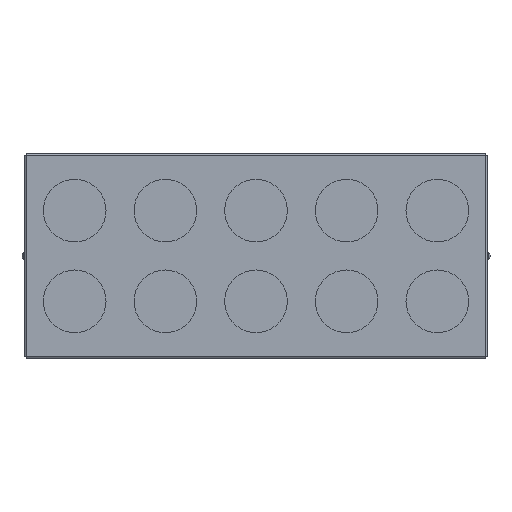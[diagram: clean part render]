
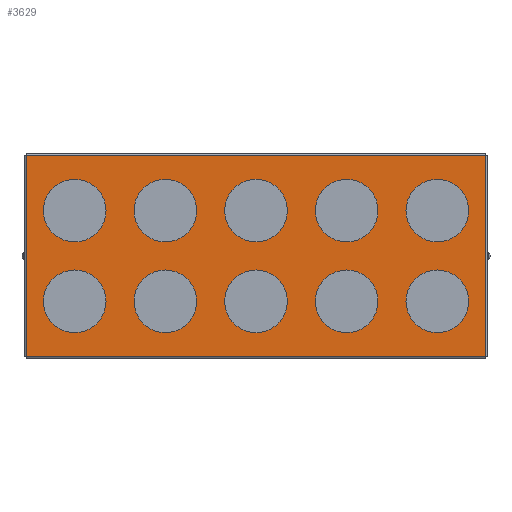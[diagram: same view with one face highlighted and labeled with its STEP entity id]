
A CAD part, top view. The second image highlights one B-rep face of the part: STEP entity #3629.
In plain terms, the highlighted planar face has unit normal (0, 0, 1).
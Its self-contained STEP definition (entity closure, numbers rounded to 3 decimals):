
#1837=CARTESIAN_POINT('Vertex',(258.4,113.4,0.8)) ;
#1840=CARTESIAN_POINT('Line Origine',(258.4,0.,0.8)) ;
#1844=CARTESIAN_POINT('Vertex',(258.4,-113.4,0.8)) ;
#1876=CARTESIAN_POINT('Vertex',(-258.4,113.4,0.8)) ;
#1879=CARTESIAN_POINT('Line Origine',(0.,113.4,0.8)) ;
#2414=CARTESIAN_POINT('Vertex',(-258.4,-113.4,0.8)) ;
#2511=CARTESIAN_POINT('Line Origine',(-258.4,0.,0.8)) ;
#2795=CARTESIAN_POINT('Line Origine',(0.,-113.4,0.8)) ;
#3238=CARTESIAN_POINT('Vertex',(239.25,51.,0.8)) ;
#3243=CARTESIAN_POINT('Axis2P3D Location',(204.,51.,0.8)) ;
#3247=CARTESIAN_POINT('Vertex',(168.75,51.,0.8)) ;
#3270=CARTESIAN_POINT('Axis2P3D Location',(204.,51.,0.8)) ;
#3308=CARTESIAN_POINT('Vertex',(-168.75,-51.,0.8)) ;
#3313=CARTESIAN_POINT('Axis2P3D Location',(-204.,-51.,0.8)) ;
#3317=CARTESIAN_POINT('Vertex',(-239.25,-51.,0.8)) ;
#3340=CARTESIAN_POINT('Axis2P3D Location',(-204.,-51.,0.8)) ;
#3373=CARTESIAN_POINT('Vertex',(239.25,-51.,0.8)) ;
#3378=CARTESIAN_POINT('Axis2P3D Location',(204.,-51.,0.8)) ;
#3382=CARTESIAN_POINT('Vertex',(168.75,-51.,0.8)) ;
#3405=CARTESIAN_POINT('Axis2P3D Location',(204.,-51.,0.8)) ;
#3438=CARTESIAN_POINT('Vertex',(-168.75,51.,0.8)) ;
#3443=CARTESIAN_POINT('Axis2P3D Location',(-204.,51.,0.8)) ;
#3447=CARTESIAN_POINT('Vertex',(-239.25,51.,0.8)) ;
#3470=CARTESIAN_POINT('Axis2P3D Location',(-204.,51.,0.8)) ;
#3494=CARTESIAN_POINT('Axis2P3D Location',(0.,0.,0.8)) ;
#3521=CARTESIAN_POINT('Axis2P3D Location',(0.,51.,0.8)) ;
#3525=CARTESIAN_POINT('Vertex',(35.25,51.,0.8)) ;
#3527=CARTESIAN_POINT('Vertex',(-35.25,51.,0.8)) ;
#3530=CARTESIAN_POINT('Axis2P3D Location',(0.,51.,0.8)) ;
#3539=CARTESIAN_POINT('Axis2P3D Location',(0.,-51.,0.8)) ;
#3543=CARTESIAN_POINT('Vertex',(35.25,-51.,0.8)) ;
#3545=CARTESIAN_POINT('Vertex',(-35.25,-51.,0.8)) ;
#3548=CARTESIAN_POINT('Axis2P3D Location',(0.,-51.,0.8)) ;
#3557=CARTESIAN_POINT('Axis2P3D Location',(102.,51.,0.8)) ;
#3561=CARTESIAN_POINT('Vertex',(137.25,51.,0.8)) ;
#3563=CARTESIAN_POINT('Vertex',(66.75,51.,0.8)) ;
#3566=CARTESIAN_POINT('Axis2P3D Location',(102.,51.,0.8)) ;
#3575=CARTESIAN_POINT('Axis2P3D Location',(102.,-51.,0.8)) ;
#3579=CARTESIAN_POINT('Vertex',(137.25,-51.,0.8)) ;
#3581=CARTESIAN_POINT('Vertex',(66.75,-51.,0.8)) ;
#3584=CARTESIAN_POINT('Axis2P3D Location',(102.,-51.,0.8)) ;
#3593=CARTESIAN_POINT('Axis2P3D Location',(-102.,51.,0.8)) ;
#3597=CARTESIAN_POINT('Vertex',(-66.75,51.,0.8)) ;
#3599=CARTESIAN_POINT('Vertex',(-137.25,51.,0.8)) ;
#3602=CARTESIAN_POINT('Axis2P3D Location',(-102.,51.,0.8)) ;
#3611=CARTESIAN_POINT('Axis2P3D Location',(-102.,-51.,0.8)) ;
#3615=CARTESIAN_POINT('Vertex',(-66.75,-51.,0.8)) ;
#3617=CARTESIAN_POINT('Vertex',(-137.25,-51.,0.8)) ;
#3620=CARTESIAN_POINT('Axis2P3D Location',(-102.,-51.,0.8)) ;
#1842=VECTOR('Line Direction',#1841,1.) ;
#1881=VECTOR('Line Direction',#1880,1.) ;
#2513=VECTOR('Line Direction',#2512,1.) ;
#2797=VECTOR('Line Direction',#2796,1.) ;
#1841=DIRECTION('Vector Direction',(0.,-1.,0.)) ;
#1880=DIRECTION('Vector Direction',(1.,0.,0.)) ;
#2512=DIRECTION('Vector Direction',(0.,1.,0.)) ;
#2796=DIRECTION('Vector Direction',(-1.,0.,0.)) ;
#3244=DIRECTION('Axis2P3D Direction',(0.,0.,1.)) ;
#3271=DIRECTION('Axis2P3D Direction',(0.,0.,1.)) ;
#3314=DIRECTION('Axis2P3D Direction',(0.,0.,1.)) ;
#3341=DIRECTION('Axis2P3D Direction',(0.,0.,1.)) ;
#3379=DIRECTION('Axis2P3D Direction',(0.,0.,1.)) ;
#3406=DIRECTION('Axis2P3D Direction',(0.,0.,1.)) ;
#3444=DIRECTION('Axis2P3D Direction',(0.,0.,1.)) ;
#3471=DIRECTION('Axis2P3D Direction',(0.,0.,1.)) ;
#3495=DIRECTION('Axis2P3D Direction',(0.,0.,1.)) ;
#3496=DIRECTION('Axis2P3D XDirection',(1.,0.,0.)) ;
#3522=DIRECTION('Axis2P3D Direction',(0.,0.,1.)) ;
#3531=DIRECTION('Axis2P3D Direction',(0.,0.,1.)) ;
#3540=DIRECTION('Axis2P3D Direction',(0.,0.,1.)) ;
#3549=DIRECTION('Axis2P3D Direction',(0.,0.,1.)) ;
#3558=DIRECTION('Axis2P3D Direction',(0.,0.,1.)) ;
#3567=DIRECTION('Axis2P3D Direction',(0.,0.,1.)) ;
#3576=DIRECTION('Axis2P3D Direction',(0.,0.,1.)) ;
#3585=DIRECTION('Axis2P3D Direction',(0.,0.,1.)) ;
#3594=DIRECTION('Axis2P3D Direction',(0.,0.,1.)) ;
#3603=DIRECTION('Axis2P3D Direction',(0.,0.,1.)) ;
#3612=DIRECTION('Axis2P3D Direction',(0.,0.,1.)) ;
#3621=DIRECTION('Axis2P3D Direction',(0.,0.,1.)) ;
#3245=AXIS2_PLACEMENT_3D('Circle Axis2P3D',#3243,#3244,$) ;
#3272=AXIS2_PLACEMENT_3D('Circle Axis2P3D',#3270,#3271,$) ;
#3315=AXIS2_PLACEMENT_3D('Circle Axis2P3D',#3313,#3314,$) ;
#3342=AXIS2_PLACEMENT_3D('Circle Axis2P3D',#3340,#3341,$) ;
#3380=AXIS2_PLACEMENT_3D('Circle Axis2P3D',#3378,#3379,$) ;
#3407=AXIS2_PLACEMENT_3D('Circle Axis2P3D',#3405,#3406,$) ;
#3445=AXIS2_PLACEMENT_3D('Circle Axis2P3D',#3443,#3444,$) ;
#3472=AXIS2_PLACEMENT_3D('Circle Axis2P3D',#3470,#3471,$) ;
#3497=AXIS2_PLACEMENT_3D('Plane Axis2P3D',#3494,#3495,#3496) ;
#3523=AXIS2_PLACEMENT_3D('Circle Axis2P3D',#3521,#3522,$) ;
#3532=AXIS2_PLACEMENT_3D('Circle Axis2P3D',#3530,#3531,$) ;
#3541=AXIS2_PLACEMENT_3D('Circle Axis2P3D',#3539,#3540,$) ;
#3550=AXIS2_PLACEMENT_3D('Circle Axis2P3D',#3548,#3549,$) ;
#3559=AXIS2_PLACEMENT_3D('Circle Axis2P3D',#3557,#3558,$) ;
#3568=AXIS2_PLACEMENT_3D('Circle Axis2P3D',#3566,#3567,$) ;
#3577=AXIS2_PLACEMENT_3D('Circle Axis2P3D',#3575,#3576,$) ;
#3586=AXIS2_PLACEMENT_3D('Circle Axis2P3D',#3584,#3585,$) ;
#3595=AXIS2_PLACEMENT_3D('Circle Axis2P3D',#3593,#3594,$) ;
#3604=AXIS2_PLACEMENT_3D('Circle Axis2P3D',#3602,#3603,$) ;
#3613=AXIS2_PLACEMENT_3D('Circle Axis2P3D',#3611,#3612,$) ;
#3622=AXIS2_PLACEMENT_3D('Circle Axis2P3D',#3620,#3621,$) ;
#1843=LINE('Line',#1840,#1842) ;
#1882=LINE('Line',#1879,#1881) ;
#2514=LINE('Line',#2511,#2513) ;
#2798=LINE('Line',#2795,#2797) ;
#3246=CIRCLE('generated circle',#3245,35.25) ;
#3273=CIRCLE('generated circle',#3272,35.25) ;
#3316=CIRCLE('generated circle',#3315,35.25) ;
#3343=CIRCLE('generated circle',#3342,35.25) ;
#3381=CIRCLE('generated circle',#3380,35.25) ;
#3408=CIRCLE('generated circle',#3407,35.25) ;
#3446=CIRCLE('generated circle',#3445,35.25) ;
#3473=CIRCLE('generated circle',#3472,35.25) ;
#3524=CIRCLE('generated circle',#3523,35.25) ;
#3533=CIRCLE('generated circle',#3532,35.25) ;
#3542=CIRCLE('generated circle',#3541,35.25) ;
#3551=CIRCLE('generated circle',#3550,35.25) ;
#3560=CIRCLE('generated circle',#3559,35.25) ;
#3569=CIRCLE('generated circle',#3568,35.25) ;
#3578=CIRCLE('generated circle',#3577,35.25) ;
#3587=CIRCLE('generated circle',#3586,35.25) ;
#3596=CIRCLE('generated circle',#3595,35.25) ;
#3605=CIRCLE('generated circle',#3604,35.25) ;
#3614=CIRCLE('generated circle',#3613,35.25) ;
#3623=CIRCLE('generated circle',#3622,35.25) ;
#3498=PLANE('',#3497) ;
#3508=FACE_BOUND('',#3505,.T.) ;
#3512=FACE_BOUND('',#3509,.T.) ;
#3516=FACE_BOUND('',#3513,.T.) ;
#3520=FACE_BOUND('',#3517,.T.) ;
#3538=FACE_BOUND('',#3535,.T.) ;
#3556=FACE_BOUND('',#3553,.T.) ;
#3574=FACE_BOUND('',#3571,.T.) ;
#3592=FACE_BOUND('',#3589,.T.) ;
#3610=FACE_BOUND('',#3607,.T.) ;
#3628=FACE_BOUND('',#3625,.T.) ;
#1846=EDGE_CURVE('',#1838,#1845,#1843,.T.) ;
#1883=EDGE_CURVE('',#1838,#1877,#1882,.F.) ;
#2515=EDGE_CURVE('',#1877,#2415,#2514,.F.) ;
#2799=EDGE_CURVE('',#1845,#2415,#2798,.T.) ;
#3249=EDGE_CURVE('',#3239,#3248,#3246,.T.) ;
#3274=EDGE_CURVE('',#3248,#3239,#3273,.T.) ;
#3319=EDGE_CURVE('',#3309,#3318,#3316,.T.) ;
#3344=EDGE_CURVE('',#3318,#3309,#3343,.T.) ;
#3384=EDGE_CURVE('',#3374,#3383,#3381,.T.) ;
#3409=EDGE_CURVE('',#3383,#3374,#3408,.T.) ;
#3449=EDGE_CURVE('',#3439,#3448,#3446,.T.) ;
#3474=EDGE_CURVE('',#3448,#3439,#3473,.T.) ;
#3529=EDGE_CURVE('',#3526,#3528,#3524,.T.) ;
#3534=EDGE_CURVE('',#3528,#3526,#3533,.T.) ;
#3547=EDGE_CURVE('',#3544,#3546,#3542,.T.) ;
#3552=EDGE_CURVE('',#3546,#3544,#3551,.T.) ;
#3565=EDGE_CURVE('',#3562,#3564,#3560,.T.) ;
#3570=EDGE_CURVE('',#3564,#3562,#3569,.T.) ;
#3583=EDGE_CURVE('',#3580,#3582,#3578,.T.) ;
#3588=EDGE_CURVE('',#3582,#3580,#3587,.T.) ;
#3601=EDGE_CURVE('',#3598,#3600,#3596,.T.) ;
#3606=EDGE_CURVE('',#3600,#3598,#3605,.T.) ;
#3619=EDGE_CURVE('',#3616,#3618,#3614,.T.) ;
#3624=EDGE_CURVE('',#3618,#3616,#3623,.T.) ;
#3500=ORIENTED_EDGE('',*,*,#2799,.F.) ;
#3501=ORIENTED_EDGE('',*,*,#1846,.F.) ;
#3502=ORIENTED_EDGE('',*,*,#1883,.T.) ;
#3503=ORIENTED_EDGE('',*,*,#2515,.T.) ;
#3506=ORIENTED_EDGE('',*,*,#3449,.F.) ;
#3507=ORIENTED_EDGE('',*,*,#3474,.F.) ;
#3510=ORIENTED_EDGE('',*,*,#3319,.F.) ;
#3511=ORIENTED_EDGE('',*,*,#3344,.F.) ;
#3514=ORIENTED_EDGE('',*,*,#3249,.F.) ;
#3515=ORIENTED_EDGE('',*,*,#3274,.F.) ;
#3518=ORIENTED_EDGE('',*,*,#3384,.F.) ;
#3519=ORIENTED_EDGE('',*,*,#3409,.F.) ;
#3536=ORIENTED_EDGE('',*,*,#3529,.F.) ;
#3537=ORIENTED_EDGE('',*,*,#3534,.F.) ;
#3554=ORIENTED_EDGE('',*,*,#3547,.F.) ;
#3555=ORIENTED_EDGE('',*,*,#3552,.F.) ;
#3572=ORIENTED_EDGE('',*,*,#3565,.F.) ;
#3573=ORIENTED_EDGE('',*,*,#3570,.F.) ;
#3590=ORIENTED_EDGE('',*,*,#3583,.F.) ;
#3591=ORIENTED_EDGE('',*,*,#3588,.F.) ;
#3608=ORIENTED_EDGE('',*,*,#3601,.F.) ;
#3609=ORIENTED_EDGE('',*,*,#3606,.F.) ;
#3626=ORIENTED_EDGE('',*,*,#3619,.F.) ;
#3627=ORIENTED_EDGE('',*,*,#3624,.F.) ;
#3499=EDGE_LOOP('',(#3500,#3501,#3502,#3503)) ;
#3505=EDGE_LOOP('',(#3506,#3507)) ;
#3509=EDGE_LOOP('',(#3510,#3511)) ;
#3513=EDGE_LOOP('',(#3514,#3515)) ;
#3517=EDGE_LOOP('',(#3518,#3519)) ;
#3535=EDGE_LOOP('',(#3536,#3537)) ;
#3553=EDGE_LOOP('',(#3554,#3555)) ;
#3571=EDGE_LOOP('',(#3572,#3573)) ;
#3589=EDGE_LOOP('',(#3590,#3591)) ;
#3607=EDGE_LOOP('',(#3608,#3609)) ;
#3625=EDGE_LOOP('',(#3626,#3627)) ;
#1838=VERTEX_POINT('',#1837) ;
#1845=VERTEX_POINT('',#1844) ;
#1877=VERTEX_POINT('',#1876) ;
#2415=VERTEX_POINT('',#2414) ;
#3239=VERTEX_POINT('',#3238) ;
#3248=VERTEX_POINT('',#3247) ;
#3309=VERTEX_POINT('',#3308) ;
#3318=VERTEX_POINT('',#3317) ;
#3374=VERTEX_POINT('',#3373) ;
#3383=VERTEX_POINT('',#3382) ;
#3439=VERTEX_POINT('',#3438) ;
#3448=VERTEX_POINT('',#3447) ;
#3526=VERTEX_POINT('',#3525) ;
#3528=VERTEX_POINT('',#3527) ;
#3544=VERTEX_POINT('',#3543) ;
#3546=VERTEX_POINT('',#3545) ;
#3562=VERTEX_POINT('',#3561) ;
#3564=VERTEX_POINT('',#3563) ;
#3580=VERTEX_POINT('',#3579) ;
#3582=VERTEX_POINT('',#3581) ;
#3598=VERTEX_POINT('',#3597) ;
#3600=VERTEX_POINT('',#3599) ;
#3616=VERTEX_POINT('',#3615) ;
#3618=VERTEX_POINT('',#3617) ;
#3629=ADVANCED_FACE('PartBody',(#3504,#3508,#3512,#3516,#3520,#3538,#3556,#3574,#3592,#3610,#3628),#3498,.T.) ;
#3504=FACE_OUTER_BOUND('',#3499,.T.) ;
